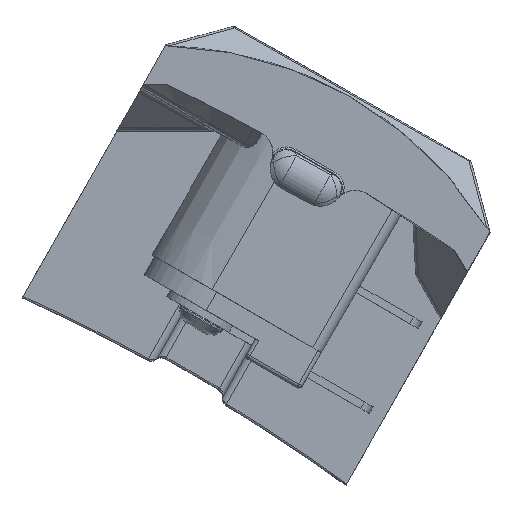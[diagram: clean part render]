
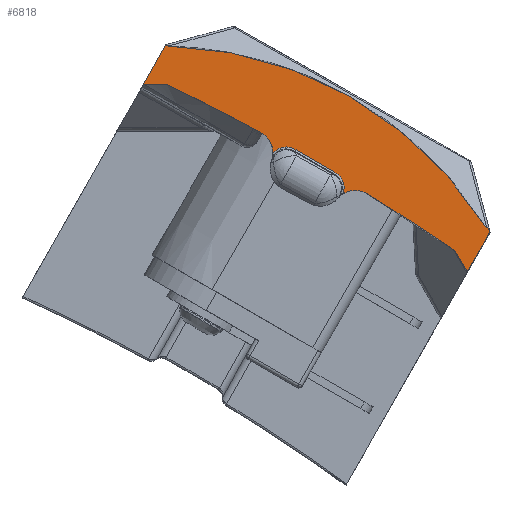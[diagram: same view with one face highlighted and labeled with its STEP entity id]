
A CAD part, top view. The second image highlights one B-rep face of the part: STEP entity #6818.
In plain terms, the highlighted planar face has unit normal (0, 0, 1).
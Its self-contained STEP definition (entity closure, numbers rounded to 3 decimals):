
#130=ELLIPSE('',#7509,0.346,0.2);
#131=ELLIPSE('',#7515,0.345,0.2);
#246=B_SPLINE_CURVE_WITH_KNOTS('',3,(#11957,#11958,#11959,#11960,#11961,
#11962),.UNSPECIFIED.,.F.,.F.,(4,1,1,4),(0.,0.058,
0.097,0.136),.UNSPECIFIED.);
#247=B_SPLINE_CURVE_WITH_KNOTS('',3,(#11966,#11967,#11968,#11969,#11970,
#11971),.UNSPECIFIED.,.F.,.F.,(4,1,1,4),(0.,0.057,0.095,
0.134),.UNSPECIFIED.);
#664=CIRCLE('',#7523,111.732);
#665=CIRCLE('',#7524,1.2);
#666=CIRCLE('',#7525,1.2);
#667=CIRCLE('',#7526,111.732);
#668=CIRCLE('',#7527,20.);
#1062=FACE_OUTER_BOUND('',#1488,.T.);
#1488=EDGE_LOOP('',(#5888,#5889,#5890,#5891,#5892,#5893,#5894,#5895,#5896,
#5897,#5898,#5899,#5900,#5901,#5902));
#1990=LINE('',#11120,#2546);
#1999=LINE('',#11145,#2555);
#2083=LINE('',#11948,#2639);
#2084=LINE('',#11951,#2640);
#2085=LINE('',#11964,#2641);
#2086=LINE('',#11976,#2642);
#2546=VECTOR('',#8923,10.);
#2555=VECTOR('',#8944,10.);
#2639=VECTOR('',#9380,10.);
#2640=VECTOR('',#9383,10.);
#2641=VECTOR('',#9388,10.);
#2642=VECTOR('',#9393,10.);
#3070=VERTEX_POINT('',#11117);
#3071=VERTEX_POINT('',#11119);
#3080=VERTEX_POINT('',#11143);
#3081=VERTEX_POINT('',#11144);
#3180=VERTEX_POINT('',#11921);
#3183=VERTEX_POINT('',#11935);
#3184=VERTEX_POINT('',#11946);
#3185=VERTEX_POINT('',#11950);
#3186=VERTEX_POINT('',#11952);
#3187=VERTEX_POINT('',#11954);
#3188=VERTEX_POINT('',#11956);
#3189=VERTEX_POINT('',#11963);
#3190=VERTEX_POINT('',#11965);
#3191=VERTEX_POINT('',#11972);
#3192=VERTEX_POINT('',#11974);
#3900=EDGE_CURVE('',#3071,#3070,#1990,.T.);
#3912=EDGE_CURVE('',#3080,#3081,#1999,.T.);
#4099=EDGE_CURVE('',#3071,#3180,#130,.T.);
#4106=EDGE_CURVE('',#3183,#3081,#131,.T.);
#4111=EDGE_CURVE('',#3184,#3183,#2083,.T.);
#4112=EDGE_CURVE('',#3185,#3070,#2084,.T.);
#4113=EDGE_CURVE('',#3186,#3185,#664,.T.);
#4114=EDGE_CURVE('',#3187,#3186,#665,.T.);
#4115=EDGE_CURVE('',#3188,#3187,#246,.T.);
#4116=EDGE_CURVE('',#3189,#3188,#2085,.T.);
#4117=EDGE_CURVE('',#3190,#3189,#247,.T.);
#4118=EDGE_CURVE('',#3191,#3190,#666,.T.);
#4119=EDGE_CURVE('',#3192,#3191,#667,.T.);
#4120=EDGE_CURVE('',#3080,#3192,#2086,.T.);
#4121=EDGE_CURVE('',#3180,#3184,#668,.T.);
#5888=ORIENTED_EDGE('',*,*,#3900,.T.);
#5889=ORIENTED_EDGE('',*,*,#4112,.F.);
#5890=ORIENTED_EDGE('',*,*,#4113,.F.);
#5891=ORIENTED_EDGE('',*,*,#4114,.F.);
#5892=ORIENTED_EDGE('',*,*,#4115,.F.);
#5893=ORIENTED_EDGE('',*,*,#4116,.F.);
#5894=ORIENTED_EDGE('',*,*,#4117,.F.);
#5895=ORIENTED_EDGE('',*,*,#4118,.F.);
#5896=ORIENTED_EDGE('',*,*,#4119,.F.);
#5897=ORIENTED_EDGE('',*,*,#4120,.F.);
#5898=ORIENTED_EDGE('',*,*,#3912,.T.);
#5899=ORIENTED_EDGE('',*,*,#4106,.F.);
#5900=ORIENTED_EDGE('',*,*,#4111,.F.);
#5901=ORIENTED_EDGE('',*,*,#4121,.F.);
#5902=ORIENTED_EDGE('',*,*,#4099,.F.);
#6469=PLANE('',#7522);
#6818=ADVANCED_FACE('',(#1062),#6469,.T.);
#7509=AXIS2_PLACEMENT_3D('',#11922,#9349,#9350);
#7515=AXIS2_PLACEMENT_3D('',#11937,#9363,#9364);
#7522=AXIS2_PLACEMENT_3D('',#11949,#9381,#9382);
#7523=AXIS2_PLACEMENT_3D('',#11953,#9384,#9385);
#7524=AXIS2_PLACEMENT_3D('',#11955,#9386,#9387);
#7525=AXIS2_PLACEMENT_3D('',#11973,#9389,#9390);
#7526=AXIS2_PLACEMENT_3D('',#11975,#9391,#9392);
#7527=AXIS2_PLACEMENT_3D('',#11977,#9394,#9395);
#8923=DIRECTION('',(-0.494,-0.869,0.));
#8944=DIRECTION('',(0.494,0.869,0.));
#9349=DIRECTION('center_axis',(0.,0.,
-1.));
#9350=DIRECTION('ref_axis',(0.964,0.265,0.));
#9363=DIRECTION('center_axis',(0.,0.,
-1.));
#9364=DIRECTION('ref_axis',(-0.259,0.966,0.));
#9380=DIRECTION('',(0.869,-0.494,0.));
#9381=DIRECTION('center_axis',(0.,0.,
1.));
#9382=DIRECTION('ref_axis',(-0.869,0.494,0.));
#9383=DIRECTION('',(-1.,0.,0.));
#9384=DIRECTION('center_axis',(0.,0.,
1.));
#9385=DIRECTION('ref_axis',(0.565,0.825,0.));
#9386=DIRECTION('center_axis',(0.,0.,
1.));
#9387=DIRECTION('ref_axis',(-0.475,-0.88,0.));
#9388=DIRECTION('',(-0.866,0.5,0.));
#9389=DIRECTION('center_axis',(0.,0.,
1.));
#9390=DIRECTION('ref_axis',(-0.524,-0.852,0.));
#9391=DIRECTION('center_axis',(0.,0.,
1.));
#9392=DIRECTION('ref_axis',(0.565,0.825,0.));
#9393=DIRECTION('',(-0.5,0.866,0.));
#9394=DIRECTION('center_axis',(0.,0.,
-1.));
#9395=DIRECTION('ref_axis',(0.5,0.866,0.));
#11117=CARTESIAN_POINT('',(45.354,98.044,11.846));
#11119=CARTESIAN_POINT('',(46.504,100.067,11.846));
#11120=CARTESIAN_POINT('',(47.801,102.348,11.846));
#11143=CARTESIAN_POINT('',(62.161,88.33,11.846));
#11144=CARTESIAN_POINT('',(63.337,90.399,11.846));
#11145=CARTESIAN_POINT('',(62.304,88.581,11.846));
#11921=CARTESIAN_POINT('',(46.629,100.038,11.846));
#11922=CARTESIAN_POINT('Origin',(46.383,99.854,11.846));
#11935=CARTESIAN_POINT('',(63.171,90.633,11.846));
#11937=CARTESIAN_POINT('Origin',(63.153,90.318,11.846));
#11946=CARTESIAN_POINT('',(63.102,90.672,11.846));
#11948=CARTESIAN_POINT('',(59.198,92.892,11.846));
#11949=CARTESIAN_POINT('Origin',(64.806,92.679,11.846));
#11950=CARTESIAN_POINT('',(46.559,98.044,11.846));
#11951=CARTESIAN_POINT('',(61.257,98.044,11.846));
#11952=CARTESIAN_POINT('',(51.447,95.56,11.846));
#11953=CARTESIAN_POINT('Origin',(-1.6,-2.776,11.846));
#11954=CARTESIAN_POINT('',(52.076,94.434,11.846));
#11955=CARTESIAN_POINT('Origin',(50.878,94.504,11.846));
#11956=CARTESIAN_POINT('',(53.284,94.647,11.846));
#11957=CARTESIAN_POINT('Ctrl Pts',(53.284,94.647,11.846));
#11958=CARTESIAN_POINT('Ctrl Pts',(53.116,94.744,11.846));
#11959=CARTESIAN_POINT('Ctrl Pts',(52.794,94.85,11.846));
#11960=CARTESIAN_POINT('Ctrl Pts',(52.344,94.721,11.846));
#11961=CARTESIAN_POINT('Ctrl Pts',(52.153,94.538,11.846));
#11962=CARTESIAN_POINT('Ctrl Pts',(52.076,94.434,11.846));
#11963=CARTESIAN_POINT('',(55.28,93.496,11.846));
#11964=CARTESIAN_POINT('',(59.031,91.333,11.846));
#11965=CARTESIAN_POINT('',(55.704,92.36,11.846));
#11966=CARTESIAN_POINT('Ctrl Pts',(55.704,92.36,11.846));
#11967=CARTESIAN_POINT('Ctrl Pts',(55.774,92.538,11.846));
#11968=CARTESIAN_POINT('Ctrl Pts',(55.812,92.872,11.846));
#11969=CARTESIAN_POINT('Ctrl Pts',(55.594,93.275,11.846));
#11970=CARTESIAN_POINT('Ctrl Pts',(55.39,93.433,11.846));
#11971=CARTESIAN_POINT('Ctrl Pts',(55.28,93.496,11.846));
#11972=CARTESIAN_POINT('',(56.977,92.37,11.846));
#11973=CARTESIAN_POINT('Origin',(56.348,91.348,11.846));
#11974=CARTESIAN_POINT('',(61.54,89.404,11.846));
#11975=CARTESIAN_POINT('Origin',(-1.6,-2.776,11.846));
#11976=CARTESIAN_POINT('',(87.325,44.745,11.846));
#11977=CARTESIAN_POINT('Origin',(46.16,80.044,11.846));
